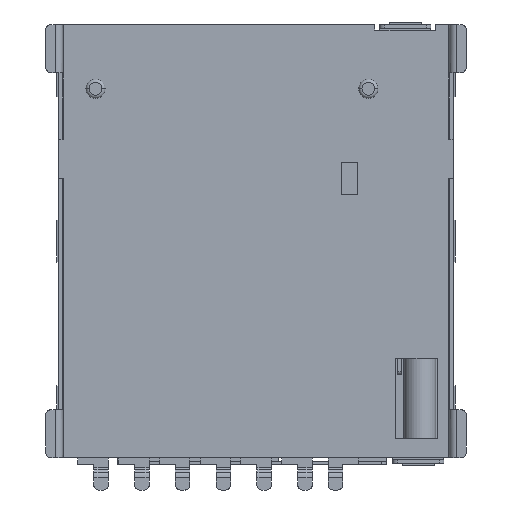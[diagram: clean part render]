
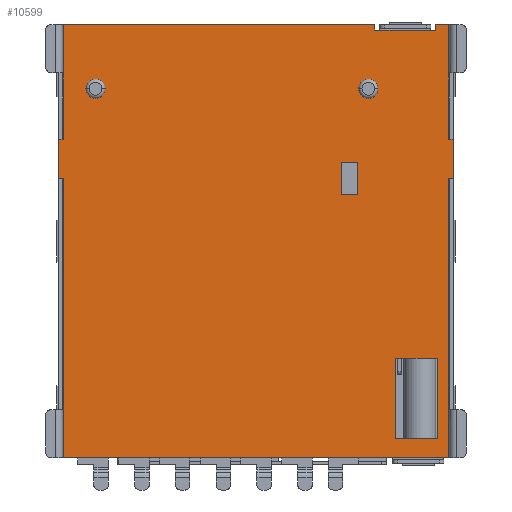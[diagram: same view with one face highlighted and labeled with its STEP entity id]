
A CAD part, front view. The second image highlights one B-rep face of the part: STEP entity #10599.
In plain terms, the highlighted planar face has unit normal (0, -1, 0).
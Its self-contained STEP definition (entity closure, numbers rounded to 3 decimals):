
#159=DIRECTION('',(1.,0.,0.));
#160=VECTOR('',#159,9.7);
#161=CARTESIAN_POINT('',(-6.,-0.625,0.));
#162=LINE('',#161,#160);
#228=DIRECTION('',(1.,0.,0.));
#229=VECTOR('',#228,0.4);
#230=CARTESIAN_POINT('',(5.6,-0.625,0.));
#231=LINE('',#230,#229);
#738=DIRECTION('',(0.,0.,-1.));
#739=VECTOR('',#738,8.72);
#740=CARTESIAN_POINT('',(6.,-0.625,-4.78));
#741=LINE('',#740,#739);
#754=DIRECTION('',(0.,0.,-1.));
#755=VECTOR('',#754,3.58);
#756=CARTESIAN_POINT('',(6.,-0.625,0.));
#757=LINE('',#756,#755);
#834=DIRECTION('',(1.,0.,0.));
#835=VECTOR('',#834,12.);
#836=CARTESIAN_POINT('',(-6.,-0.625,-13.5));
#837=LINE('',#836,#835);
#1895=DIRECTION('',(1.,0.,0.));
#1896=VECTOR('',#1895,0.15);
#1897=CARTESIAN_POINT('',(6.,-0.625,-4.78));
#1898=LINE('',#1897,#1896);
#1913=DIRECTION('',(0.,0.,-1.));
#1914=VECTOR('',#1913,1.2);
#1915=CARTESIAN_POINT('',(6.15,-0.625,-3.58));
#1916=LINE('',#1915,#1914);
#1930=DIRECTION('',(1.,0.,0.));
#1931=VECTOR('',#1930,1.9);
#1932=CARTESIAN_POINT('',(3.7,-0.625,-0.17));
#1933=LINE('',#1932,#1931);
#1934=DIRECTION('',(0.,0.,-1.));
#1935=VECTOR('',#1934,0.17);
#1936=CARTESIAN_POINT('',(5.6,-0.625,0.));
#1937=LINE('',#1936,#1935);
#1938=DIRECTION('',(1.,0.,0.));
#1939=VECTOR('',#1938,0.15);
#1940=CARTESIAN_POINT('',(6.,-0.625,-3.58));
#1941=LINE('',#1940,#1939);
#1942=DIRECTION('',(0.,0.,-1.));
#1943=VECTOR('',#1942,8.72);
#1944=CARTESIAN_POINT('',(-6.,-0.625,-4.78));
#1945=LINE('',#1944,#1943);
#1946=DIRECTION('',(-1.,0.,0.));
#1947=VECTOR('',#1946,0.15);
#1948=CARTESIAN_POINT('',(-6.,-0.625,-3.58));
#1949=LINE('',#1948,#1947);
#1950=DIRECTION('',(0.,0.,-1.));
#1951=VECTOR('',#1950,3.58);
#1952=CARTESIAN_POINT('',(-6.,-0.625,0.));
#1953=LINE('',#1952,#1951);
#1954=DIRECTION('',(0.,0.,-1.));
#1955=VECTOR('',#1954,0.17);
#1956=CARTESIAN_POINT('',(3.7,-0.625,0.));
#1957=LINE('',#1956,#1955);
#1958=DIRECTION('',(-1.,0.,0.));
#1959=VECTOR('',#1958,1.3);
#1960=CARTESIAN_POINT('',(5.65,-0.625,-10.4));
#1961=LINE('',#1960,#1959);
#1962=DIRECTION('',(0.,0.,-1.));
#1963=VECTOR('',#1962,2.5);
#1964=CARTESIAN_POINT('',(4.35,-0.625,-10.4));
#1965=LINE('',#1964,#1963);
#1966=DIRECTION('',(1.,0.,0.));
#1967=VECTOR('',#1966,1.3);
#1968=CARTESIAN_POINT('',(4.35,-0.625,-12.9));
#1969=LINE('',#1968,#1967);
#1970=DIRECTION('',(0.,0.,1.));
#1971=VECTOR('',#1970,2.5);
#1972=CARTESIAN_POINT('',(5.65,-0.625,-12.9));
#1973=LINE('',#1972,#1971);
#1974=CARTESIAN_POINT('',(3.5,-0.625,-2.));
#1975=DIRECTION('',(0.,-1.,0.));
#1976=DIRECTION('',(-1.,0.,0.));
#1977=AXIS2_PLACEMENT_3D('',#1974,#1975,#1976);
#1979=CARTESIAN_POINT('',(3.5,-0.625,-2.));
#1980=DIRECTION('',(0.,-1.,0.));
#1981=DIRECTION('',(1.,0.,0.));
#1982=AXIS2_PLACEMENT_3D('',#1979,#1980,#1981);
#1984=CARTESIAN_POINT('',(-5.,-0.625,-2.));
#1985=DIRECTION('',(0.,-1.,0.));
#1986=DIRECTION('',(-1.,0.,0.));
#1987=AXIS2_PLACEMENT_3D('',#1984,#1985,#1986);
#1989=CARTESIAN_POINT('',(-5.,-0.625,-2.));
#1990=DIRECTION('',(0.,-1.,0.));
#1991=DIRECTION('',(1.,0.,0.));
#1992=AXIS2_PLACEMENT_3D('',#1989,#1990,#1991);
#1994=DIRECTION('',(0.,0.,-1.));
#1995=VECTOR('',#1994,1.);
#1996=CARTESIAN_POINT('',(2.65,-0.625,-4.3));
#1997=LINE('',#1996,#1995);
#2002=DIRECTION('',(-1.,0.,0.));
#2003=VECTOR('',#2002,0.5);
#2004=CARTESIAN_POINT('',(3.15,-0.625,-4.3));
#2005=LINE('',#2004,#2003);
#2010=DIRECTION('',(0.,0.,1.));
#2011=VECTOR('',#2010,1.);
#2012=CARTESIAN_POINT('',(3.15,-0.625,-5.3));
#2013=LINE('',#2012,#2011);
#2018=DIRECTION('',(1.,0.,0.));
#2019=VECTOR('',#2018,0.5);
#2020=CARTESIAN_POINT('',(2.65,-0.625,-5.3));
#2021=LINE('',#2020,#2019);
#3080=DIRECTION('',(-1.,0.,0.));
#3081=VECTOR('',#3080,0.15);
#3082=CARTESIAN_POINT('',(-6.,-0.625,-4.78));
#3083=LINE('',#3082,#3081);
#3111=DIRECTION('',(0.,0.,-1.));
#3112=VECTOR('',#3111,1.2);
#3113=CARTESIAN_POINT('',(-6.15,-0.625,-3.58));
#3114=LINE('',#3113,#3112);
#6374=CARTESIAN_POINT('',(-6.,-0.625,-13.5));
#6375=CARTESIAN_POINT('',(6.,-0.625,-13.5));
#6376=VERTEX_POINT('',#6374);
#6377=VERTEX_POINT('',#6375);
#6402=CARTESIAN_POINT('',(6.15,-0.625,-3.58));
#6403=CARTESIAN_POINT('',(6.15,-0.625,-4.78));
#6404=VERTEX_POINT('',#6402);
#6405=VERTEX_POINT('',#6403);
#6406=CARTESIAN_POINT('',(6.,-0.625,-4.78));
#6408=VERTEX_POINT('',#6406);
#6412=CARTESIAN_POINT('',(6.,-0.625,-3.58));
#6413=VERTEX_POINT('',#6412);
#6414=CARTESIAN_POINT('',(6.,-0.625,0.));
#6415=VERTEX_POINT('',#6414);
#6416=CARTESIAN_POINT('',(3.7,-0.625,0.));
#6418=VERTEX_POINT('',#6416);
#6420=CARTESIAN_POINT('',(5.6,-0.625,0.));
#6422=VERTEX_POINT('',#6420);
#6424=CARTESIAN_POINT('',(3.7,-0.625,-0.17));
#6425=CARTESIAN_POINT('',(5.6,-0.625,-0.17));
#6426=VERTEX_POINT('',#6424);
#6427=VERTEX_POINT('',#6425);
#6428=CARTESIAN_POINT('',(-6.,-0.625,0.));
#6429=VERTEX_POINT('',#6428);
#6442=CARTESIAN_POINT('',(-6.15,-0.625,-3.58));
#6443=CARTESIAN_POINT('',(-6.15,-0.625,-4.78));
#6444=VERTEX_POINT('',#6442);
#6445=VERTEX_POINT('',#6443);
#6446=CARTESIAN_POINT('',(-6.,-0.625,-3.58));
#6447=VERTEX_POINT('',#6446);
#6448=CARTESIAN_POINT('',(-6.,-0.625,-4.78));
#6449=VERTEX_POINT('',#6448);
#6544=CARTESIAN_POINT('',(5.65,-0.625,-10.4));
#6545=CARTESIAN_POINT('',(4.35,-0.625,-10.4));
#6546=VERTEX_POINT('',#6544);
#6547=VERTEX_POINT('',#6545);
#6548=CARTESIAN_POINT('',(4.35,-0.625,-12.9));
#6549=VERTEX_POINT('',#6548);
#6550=CARTESIAN_POINT('',(5.65,-0.625,-12.9));
#6551=VERTEX_POINT('',#6550);
#6574=CARTESIAN_POINT('',(3.2,-0.625,-2.));
#6575=CARTESIAN_POINT('',(3.8,-0.625,-2.));
#6576=VERTEX_POINT('',#6574);
#6577=VERTEX_POINT('',#6575);
#6578=CARTESIAN_POINT('',(-5.3,-0.625,-2.));
#6579=CARTESIAN_POINT('',(-4.7,-0.625,-2.));
#6580=VERTEX_POINT('',#6578);
#6581=VERTEX_POINT('',#6579);
#8090=CARTESIAN_POINT('',(2.65,-0.625,-4.3));
#8091=CARTESIAN_POINT('',(2.65,-0.625,-5.3));
#8092=VERTEX_POINT('',#8090);
#8093=VERTEX_POINT('',#8091);
#8094=CARTESIAN_POINT('',(3.15,-0.625,-5.3));
#8095=VERTEX_POINT('',#8094);
#8096=CARTESIAN_POINT('',(3.15,-0.625,-4.3));
#8097=VERTEX_POINT('',#8096);
#10536=CARTESIAN_POINT('',(-6.,-0.625,0.));
#10537=DIRECTION('',(0.,-1.,0.));
#10538=DIRECTION('',(1.,0.,0.));
#10539=AXIS2_PLACEMENT_3D('',#10536,#10537,#10538);
#10540=PLANE('',#10539);
#10542=ORIENTED_EDGE('',*,*,#10541,.T.);
#10544=ORIENTED_EDGE('',*,*,#10543,.F.);
#10545=ORIENTED_EDGE('',*,*,#8343,.T.);
#10546=ORIENTED_EDGE('',*,*,#9026,.T.);
#10548=ORIENTED_EDGE('',*,*,#10547,.T.);
#10549=ORIENTED_EDGE('',*,*,#10525,.T.);
#10550=ORIENTED_EDGE('',*,*,#10496,.F.);
#10551=ORIENTED_EDGE('',*,*,#9018,.T.);
#10552=ORIENTED_EDGE('',*,*,#9068,.F.);
#10554=ORIENTED_EDGE('',*,*,#10553,.F.);
#10556=ORIENTED_EDGE('',*,*,#10555,.T.);
#10558=ORIENTED_EDGE('',*,*,#10557,.F.);
#10560=ORIENTED_EDGE('',*,*,#10559,.F.);
#10562=ORIENTED_EDGE('',*,*,#10561,.F.);
#10563=ORIENTED_EDGE('',*,*,#8277,.T.);
#10564=ORIENTED_EDGE('',*,*,#8641,.T.);
#10565=EDGE_LOOP('',(#10542,#10544,#10545,#10546,#10548,#10549,#10550,#10551,
#10552,#10554,#10556,#10558,#10560,#10562,#10563,#10564));
#10566=FACE_OUTER_BOUND('',#10565,.F.);
#10568=ORIENTED_EDGE('',*,*,#10567,.T.);
#10570=ORIENTED_EDGE('',*,*,#10569,.T.);
#10572=ORIENTED_EDGE('',*,*,#10571,.T.);
#10574=ORIENTED_EDGE('',*,*,#10573,.T.);
#10575=EDGE_LOOP('',(#10568,#10570,#10572,#10574));
#10576=FACE_BOUND('',#10575,.F.);
#10578=ORIENTED_EDGE('',*,*,#10577,.T.);
#10580=ORIENTED_EDGE('',*,*,#10579,.T.);
#10582=ORIENTED_EDGE('',*,*,#10581,.T.);
#10584=ORIENTED_EDGE('',*,*,#10583,.T.);
#10585=EDGE_LOOP('',(#10578,#10580,#10582,#10584));
#10586=FACE_BOUND('',#10585,.F.);
#10588=ORIENTED_EDGE('',*,*,#10587,.T.);
#10590=ORIENTED_EDGE('',*,*,#10589,.T.);
#10591=EDGE_LOOP('',(#10588,#10590));
#10592=FACE_BOUND('',#10591,.F.);
#10594=ORIENTED_EDGE('',*,*,#10593,.T.);
#10596=ORIENTED_EDGE('',*,*,#10595,.T.);
#10597=EDGE_LOOP('',(#10594,#10596));
#10598=FACE_BOUND('',#10597,.F.);
#1978=CIRCLE('',#1977,0.3);
#1983=CIRCLE('',#1982,0.3);
#1988=CIRCLE('',#1987,0.3);
#1993=CIRCLE('',#1992,0.3);
#8277=EDGE_CURVE('',#6429,#6418,#162,.T.);
#8343=EDGE_CURVE('',#6422,#6415,#231,.T.);
#8641=EDGE_CURVE('',#6418,#6426,#1957,.T.);
#9018=EDGE_CURVE('',#6408,#6377,#741,.T.);
#9026=EDGE_CURVE('',#6415,#6413,#757,.T.);
#9068=EDGE_CURVE('',#6376,#6377,#837,.T.);
#10496=EDGE_CURVE('',#6408,#6405,#1898,.T.);
#10525=EDGE_CURVE('',#6404,#6405,#1916,.T.);
#10541=EDGE_CURVE('',#6426,#6427,#1933,.T.);
#10543=EDGE_CURVE('',#6422,#6427,#1937,.T.);
#10547=EDGE_CURVE('',#6413,#6404,#1941,.T.);
#10553=EDGE_CURVE('',#6449,#6376,#1945,.T.);
#10555=EDGE_CURVE('',#6449,#6445,#3083,.T.);
#10557=EDGE_CURVE('',#6444,#6445,#3114,.T.);
#10559=EDGE_CURVE('',#6447,#6444,#1949,.T.);
#10561=EDGE_CURVE('',#6429,#6447,#1953,.T.);
#10567=EDGE_CURVE('',#8092,#8093,#1997,.T.);
#10569=EDGE_CURVE('',#8093,#8095,#2021,.T.);
#10571=EDGE_CURVE('',#8095,#8097,#2013,.T.);
#10573=EDGE_CURVE('',#8097,#8092,#2005,.T.);
#10577=EDGE_CURVE('',#6546,#6547,#1961,.T.);
#10579=EDGE_CURVE('',#6547,#6549,#1965,.T.);
#10581=EDGE_CURVE('',#6549,#6551,#1969,.T.);
#10583=EDGE_CURVE('',#6551,#6546,#1973,.T.);
#10587=EDGE_CURVE('',#6576,#6577,#1978,.T.);
#10589=EDGE_CURVE('',#6577,#6576,#1983,.T.);
#10593=EDGE_CURVE('',#6580,#6581,#1988,.T.);
#10595=EDGE_CURVE('',#6581,#6580,#1993,.T.);
#10599=ADVANCED_FACE('',(#10566,#10576,#10586,#10592,#10598),#10540,.T.);
